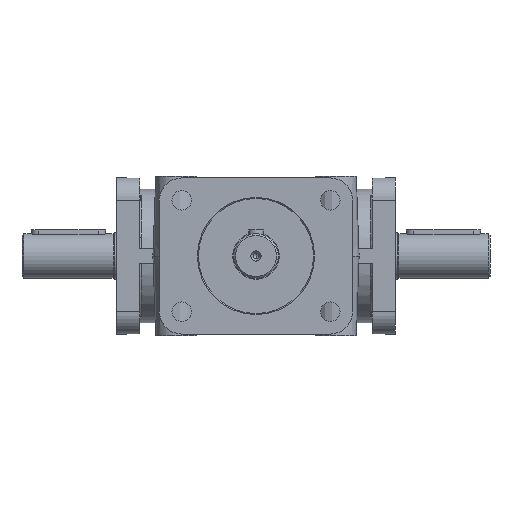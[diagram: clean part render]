
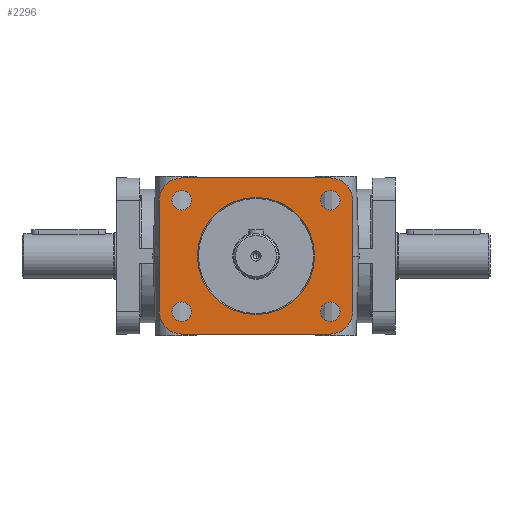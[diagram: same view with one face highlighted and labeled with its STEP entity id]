
A CAD part, front view. The second image highlights one B-rep face of the part: STEP entity #2296.
In plain terms, the highlighted planar face has unit normal (0, -1, 0).
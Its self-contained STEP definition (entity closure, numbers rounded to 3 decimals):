
#2296=ADVANCED_FACE('',(#5092,#5093,#5094,#5095,#5096,#5097),#5098,.T.);
#5092=FACE_OUTER_BOUND('',#8662,.T.);
#5093=FACE_BOUND('',#8663,.T.);
#5094=FACE_BOUND('',#8664,.T.);
#5095=FACE_BOUND('',#8665,.T.);
#5096=FACE_BOUND('',#8666,.T.);
#5097=FACE_BOUND('',#8667,.T.);
#5098=PLANE('',#8668);
#8662=EDGE_LOOP('',(#21262,#21263,#21264,#21265,#21266,#21267,#21268,#21269));
#8663=EDGE_LOOP('',(#21270,#21271));
#8664=EDGE_LOOP('',(#21272,#21273));
#8665=EDGE_LOOP('',(#21274,#21275));
#8666=EDGE_LOOP('',(#21276,#21277));
#8667=EDGE_LOOP('',(#21278,#21279));
#8668=AXIS2_PLACEMENT_3D('',#21280,#21281,#21282);
#21262=ORIENTED_EDGE('',*,*,#26392,.T.);
#21263=ORIENTED_EDGE('',*,*,#28836,.T.);
#21264=ORIENTED_EDGE('',*,*,#28837,.T.);
#21265=ORIENTED_EDGE('',*,*,#28838,.T.);
#21266=ORIENTED_EDGE('',*,*,#28839,.T.);
#21267=ORIENTED_EDGE('',*,*,#28840,.T.);
#21268=ORIENTED_EDGE('',*,*,#26377,.T.);
#21269=ORIENTED_EDGE('',*,*,#28841,.T.);
#21270=ORIENTED_EDGE('',*,*,#27680,.T.);
#21271=ORIENTED_EDGE('',*,*,#26590,.T.);
#21272=ORIENTED_EDGE('',*,*,#26335,.T.);
#21273=ORIENTED_EDGE('',*,*,#28842,.T.);
#21274=ORIENTED_EDGE('',*,*,#26345,.T.);
#21275=ORIENTED_EDGE('',*,*,#28843,.T.);
#21276=ORIENTED_EDGE('',*,*,#26350,.T.);
#21277=ORIENTED_EDGE('',*,*,#28844,.T.);
#21278=ORIENTED_EDGE('',*,*,#26340,.T.);
#21279=ORIENTED_EDGE('',*,*,#28845,.T.);
#21280=CARTESIAN_POINT('',(-40.0,-140.0,-30.0));
#21281=DIRECTION('',(0.0,-1.0,0.0));
#21282=DIRECTION('',(0.0,0.0,-1.0));
#26335=EDGE_CURVE('',#30500,#30504,#30506,.T.);
#26340=EDGE_CURVE('',#30509,#30513,#30515,.T.);
#26345=EDGE_CURVE('',#30518,#30522,#30524,.T.);
#26350=EDGE_CURVE('',#30527,#30531,#30533,.T.);
#26377=EDGE_CURVE('',#30582,#30580,#30583,.T.);
#26392=EDGE_CURVE('',#30609,#30607,#30610,.T.);
#26590=EDGE_CURVE('',#30957,#30955,#30958,.F.);
#27680=EDGE_CURVE('',#30955,#30957,#32719,.F.);
#28836=EDGE_CURVE('',#30607,#34421,#34422,.T.);
#28837=EDGE_CURVE('',#34421,#34423,#34424,.T.);
#28838=EDGE_CURVE('',#34423,#34425,#34426,.T.);
#28839=EDGE_CURVE('',#34425,#34427,#34428,.T.);
#28840=EDGE_CURVE('',#34427,#30582,#34429,.T.);
#28841=EDGE_CURVE('',#30580,#30609,#34430,.T.);
#28842=EDGE_CURVE('',#30504,#30500,#34431,.T.);
#28843=EDGE_CURVE('',#30522,#30518,#34432,.T.);
#28844=EDGE_CURVE('',#30531,#30527,#34433,.T.);
#28845=EDGE_CURVE('',#30513,#30509,#34434,.T.);
#30500=VERTEX_POINT('',#36921);
#30504=VERTEX_POINT('',#36926);
#30506=CIRCLE('',#36929,5.25);
#30509=VERTEX_POINT('',#36932);
#30513=VERTEX_POINT('',#36937);
#30515=CIRCLE('',#36940,5.25);
#30518=VERTEX_POINT('',#36943);
#30522=VERTEX_POINT('',#36948);
#30524=CIRCLE('',#36951,5.25);
#30527=VERTEX_POINT('',#36954);
#30531=VERTEX_POINT('',#36959);
#30533=CIRCLE('',#36962,5.25);
#30580=VERTEX_POINT('',#37054);
#30582=VERTEX_POINT('',#37057);
#30583=CIRCLE('',#37058,12.0);
#30607=VERTEX_POINT('',#37088);
#30609=VERTEX_POINT('',#37091);
#30610=CIRCLE('',#37092,12.0);
#30955=VERTEX_POINT('',#38091);
#30957=VERTEX_POINT('',#38094);
#30958=CIRCLE('',#38095,31.5);
#32719=CIRCLE('',#50121,31.5);
#34421=VERTEX_POINT('',#55241);
#34422=LINE('',#55242,#55243);
#34423=VERTEX_POINT('',#55244);
#34424=CIRCLE('',#55245,12.0);
#34425=VERTEX_POINT('',#55246);
#34426=LINE('',#55247,#55248);
#34427=VERTEX_POINT('',#55249);
#34428=CIRCLE('',#55250,12.0);
#34429=LINE('',#55251,#55252);
#34430=LINE('',#55253,#55254);
#34431=CIRCLE('',#55255,5.25);
#34432=CIRCLE('',#55256,5.25);
#34433=CIRCLE('',#55257,5.25);
#34434=CIRCLE('',#55258,5.25);
#36921=CARTESIAN_POINT('',(-40.0,-140.0,24.75));
#36926=CARTESIAN_POINT('',(-40.0,-140.0,35.25));
#36929=AXIS2_PLACEMENT_3D('',#59021,#59022,#59023);
#36932=CARTESIAN_POINT('',(-40.0,-140.0,-35.25));
#36937=CARTESIAN_POINT('',(-40.0,-140.0,-24.75));
#36940=AXIS2_PLACEMENT_3D('',#59029,#59030,#59031);
#36943=CARTESIAN_POINT('',(40.0,-140.0,-35.25));
#36948=CARTESIAN_POINT('',(40.0,-140.0,-24.75));
#36951=AXIS2_PLACEMENT_3D('',#59037,#59038,#59039);
#36954=CARTESIAN_POINT('',(40.0,-140.0,24.75));
#36959=CARTESIAN_POINT('',(40.0,-140.0,35.25));
#36962=AXIS2_PLACEMENT_3D('',#59045,#59046,#59047);
#37054=CARTESIAN_POINT('',(-52.0,-140.0,30.0));
#37057=CARTESIAN_POINT('',(-40.0,-140.0,42.0));
#37058=AXIS2_PLACEMENT_3D('',#59079,#59080,#59081);
#37088=CARTESIAN_POINT('',(-40.0,-140.0,-42.0));
#37091=CARTESIAN_POINT('',(-52.0,-140.0,-30.0));
#37092=AXIS2_PLACEMENT_3D('',#59101,#59102,#59103);
#38091=CARTESIAN_POINT('',(0.0,-140.0,-31.5));
#38094=CARTESIAN_POINT('',(0.,-140.0,31.5));
#38095=AXIS2_PLACEMENT_3D('',#59383,#59384,#59385);
#50121=AXIS2_PLACEMENT_3D('',#59476,#59477,#59478);
#55241=CARTESIAN_POINT('',(40.0,-140.0,-42.0));
#55242=CARTESIAN_POINT('',(-40.0,-140.0,-42.0));
#55243=VECTOR('',#60483,1000.0);
#55244=CARTESIAN_POINT('',(52.0,-140.0,-30.0));
#55245=AXIS2_PLACEMENT_3D('',#60484,#60485,#60486);
#55246=CARTESIAN_POINT('',(52.0,-140.0,30.0));
#55247=CARTESIAN_POINT('',(52.0,-140.0,-30.0));
#55248=VECTOR('',#60487,1000.0);
#55249=CARTESIAN_POINT('',(40.0,-140.0,42.0));
#55250=AXIS2_PLACEMENT_3D('',#60488,#60489,#60490);
#55251=CARTESIAN_POINT('',(40.0,-140.0,42.0));
#55252=VECTOR('',#60491,1000.0);
#55253=CARTESIAN_POINT('',(-52.0,-140.0,30.0));
#55254=VECTOR('',#60492,1000.0);
#55255=AXIS2_PLACEMENT_3D('',#60493,#60494,#60495);
#55256=AXIS2_PLACEMENT_3D('',#60496,#60497,#60498);
#55257=AXIS2_PLACEMENT_3D('',#60499,#60500,#60501);
#55258=AXIS2_PLACEMENT_3D('',#60502,#60503,#60504);
#59021=CARTESIAN_POINT('',(-40.0,-140.0,30.0));
#59022=DIRECTION('',(0.0,1.0,0.0));
#59023=DIRECTION('',(0.0,0.0,-1.0));
#59029=CARTESIAN_POINT('',(-40.0,-140.0,-30.0));
#59030=DIRECTION('',(0.0,1.0,0.0));
#59031=DIRECTION('',(0.0,0.0,-1.0));
#59037=CARTESIAN_POINT('',(40.0,-140.0,-30.0));
#59038=DIRECTION('',(0.0,1.0,0.0));
#59039=DIRECTION('',(0.0,0.0,-1.0));
#59045=CARTESIAN_POINT('',(40.0,-140.0,30.0));
#59046=DIRECTION('',(0.0,1.0,0.0));
#59047=DIRECTION('',(0.0,0.0,-1.0));
#59079=CARTESIAN_POINT('',(-40.0,-140.0,30.0));
#59080=DIRECTION('',(0.0,-1.0,0.0));
#59081=DIRECTION('',(1.0,0.0,0.0));
#59101=CARTESIAN_POINT('',(-40.0,-140.0,-30.0));
#59102=DIRECTION('',(0.0,-1.0,0.0));
#59103=DIRECTION('',(1.0,0.0,0.0));
#59383=CARTESIAN_POINT('',(0.0,-140.0,0.));
#59384=DIRECTION('',(0.0,-1.0,0.0));
#59385=DIRECTION('',(0.0,0.0,-1.0));
#59476=CARTESIAN_POINT('',(0.0,-140.0,0.));
#59477=DIRECTION('',(0.0,-1.0,0.0));
#59478=DIRECTION('',(0.0,0.0,-1.0));
#60483=DIRECTION('',(1.0,0.0,0.0));
#60484=CARTESIAN_POINT('',(40.0,-140.0,-30.0));
#60485=DIRECTION('',(0.0,-1.0,0.0));
#60486=DIRECTION('',(-1.0,0.0,0.0));
#60487=DIRECTION('',(0.0,0.0,1.0));
#60488=CARTESIAN_POINT('',(40.0,-140.0,30.0));
#60489=DIRECTION('',(0.0,-1.0,0.0));
#60490=DIRECTION('',(1.0,0.0,0.0));
#60491=DIRECTION('',(-1.0,0.0,0.0));
#60492=DIRECTION('',(0.0,0.0,-1.0));
#60493=CARTESIAN_POINT('',(-40.0,-140.0,30.0));
#60494=DIRECTION('',(0.0,1.0,0.0));
#60495=DIRECTION('',(0.0,0.0,-1.0));
#60496=CARTESIAN_POINT('',(40.0,-140.0,-30.0));
#60497=DIRECTION('',(0.0,1.0,0.0));
#60498=DIRECTION('',(0.0,0.0,-1.0));
#60499=CARTESIAN_POINT('',(40.0,-140.0,30.0));
#60500=DIRECTION('',(0.0,1.0,0.0));
#60501=DIRECTION('',(0.0,0.0,-1.0));
#60502=CARTESIAN_POINT('',(-40.0,-140.0,-30.0));
#60503=DIRECTION('',(0.0,1.0,0.0));
#60504=DIRECTION('',(0.0,0.0,-1.0));
